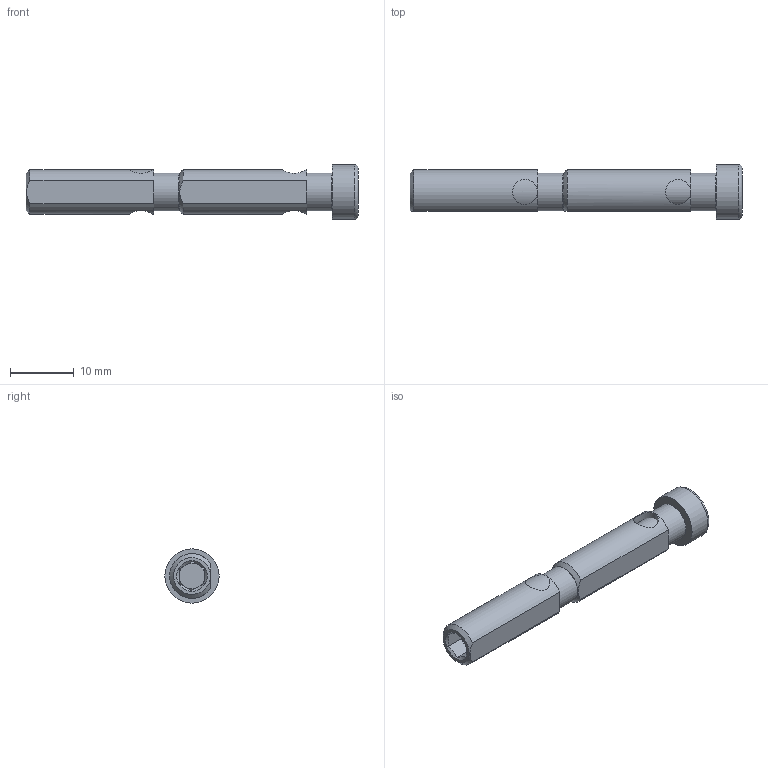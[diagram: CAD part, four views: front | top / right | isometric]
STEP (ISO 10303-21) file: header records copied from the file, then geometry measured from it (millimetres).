
FILE_DESCRIPTION(('STEP AP203'),'1');
FILE_NAME('FIXE05E3328.stp','2023-10-02T14:27:39',(' '),(' '),'Spatial InterOp 3D',' ',' ');
FILE_SCHEMA(('CONFIG_CONTROL_DESIGN'));
Length unit declared in the file: millimetre
Products named in the file (4): Fixation automatique double 5, inox; douille2; vis; douille1
Assembly tree (3 placements, depth 2):
  Fixation automatique double 5, inox
    douille2
    vis
    douille1
Bounding box: 52 x 8.5 x 8.5 mm (x, y, z)
Volume: 2091.7 mm3; surface area: 2655.9 mm2
Topology: 3 solids, 3 shells, 78 faces, 179 edges, 107 vertices
Faces by surface type: plane 53, cylinder 13, cone 10, torus 2
Full cylindrical faces by diameter (mm): 3.9 x4, 4 x2, 5 x1, 5.95 x2, 8.5 x1
Entity records: 3158 total; most frequent: CARTESIAN_POINT 990, DIRECTION 334, ORIENTED_EDGE 290, EDGE_CURVE 145, AXIS2_PLACEMENT_3D 130, EDGE_LOOP 112, VERTEX_POINT 98, FACE_OUTER_BOUND 89
